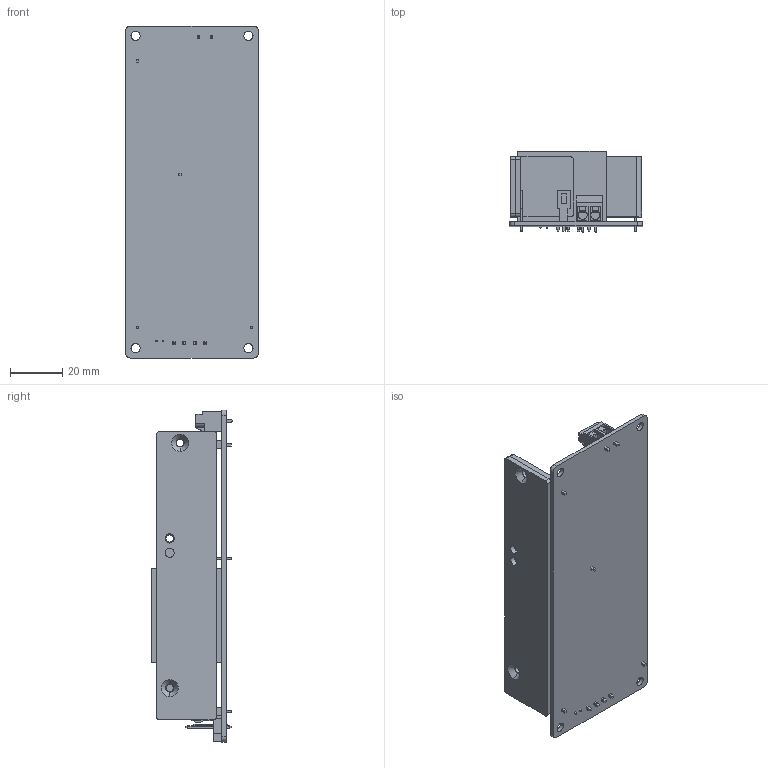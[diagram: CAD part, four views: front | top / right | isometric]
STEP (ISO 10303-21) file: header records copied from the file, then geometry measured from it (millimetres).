
FILE_DESCRIPTION((''),'2;1');
FILE_NAME('MPD-F113-V_ASM','2017-08-08T',('Abe'),(''),'PRO/ENGINEER BY PARAMETRIC TECHNOLOGY CORPORATION, 2011080','PRO/ENGINEER BY PARAMETRIC TECHNOLOGY CORPORATION, 2011080','');
FILE_SCHEMA(('CONFIG_CONTROL_DESIGN'));
Length unit declared in the file: millimetre
Products named in the file (12): 850-F113-V; 707-ED50-02; 800-113P-V; HEAT_SINK_PIN; 800-113P-V_ASM; 800-113M-V; 800-113S-V; 800-113S-V_ASM; 710-8673-04; 710-2512-02; 360-F113-V; MPD-F113-V_ASM
Assembly tree (14 placements, depth 3):
  MPD-F113-V_ASM
    850-F113-V
    707-ED50-02
    800-113P-V_ASM
      800-113P-V
      HEAT_SINK_PIN  x2
    800-113M-V
    800-113S-V_ASM
      800-113S-V
      HEAT_SINK_PIN  x2
    710-8673-04
    710-2512-02
    360-F113-V
Bounding box: 51 x 31.1 x 127 mm (x, y, z)
Volume: 56875.6 mm3; surface area: 36053.1 mm2
Topology: 12 solids, 14 shells, 814 faces, 2197 edges, 1446 vertices
Faces by surface type: plane 703, cylinder 103, sphere 4, cone 4
Entity records: 24095 total; most frequent: CARTESIAN_POINT 4559, ORIENTED_EDGE 4106, DIRECTION 3787, EDGE_CURVE 2053, VECTOR 1767, LINE 1767, VERTEX_POINT 1350, AXIS2_PLACEMENT_3D 1010
